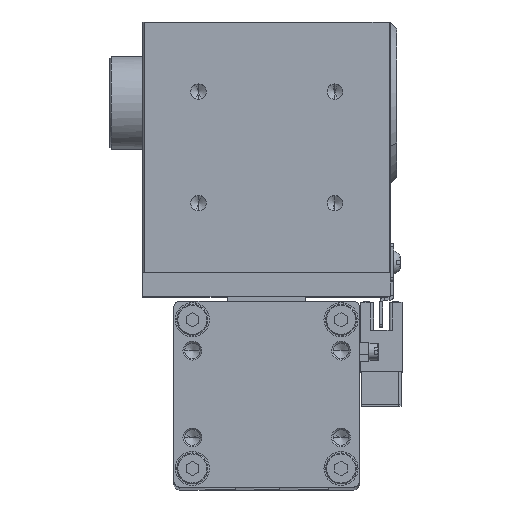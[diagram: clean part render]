
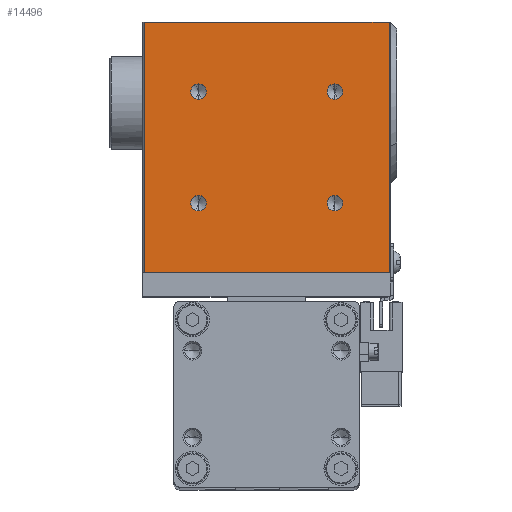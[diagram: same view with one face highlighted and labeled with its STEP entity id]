
A CAD part, top view. The second image highlights one B-rep face of the part: STEP entity #14496.
In plain terms, the highlighted face is planar.
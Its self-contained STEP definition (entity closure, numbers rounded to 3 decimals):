
#123 = CARTESIAN_POINT ( 'NONE',  ( 39.5, -80., 81. ) ) ;
#158 = LINE ( 'NONE', #23161, #10064 ) ;
#207 = DIRECTION ( 'NONE',  ( 0., 0., 1. ) ) ;
#750 = CARTESIAN_POINT ( 'NONE',  ( -22., -80., 20. ) ) ;
#843 = CARTESIAN_POINT ( 'NONE',  ( 22., -80., 58.5 ) ) ;
#899 = LINE ( 'NONE', #17614, #16571 ) ;
#1600 = CARTESIAN_POINT ( 'NONE',  ( -22., -80., 58.5 ) ) ;
#1645 = VERTEX_POINT ( 'NONE', #9972 ) ;
#1672 = ORIENTED_EDGE ( 'NONE', *, *, #8252, .F. ) ;
#1926 = DIRECTION ( 'NONE',  ( 0., 0., 1. ) ) ;
#2377 = ORIENTED_EDGE ( 'NONE', *, *, #16344, .T. ) ;
#2759 = DIRECTION ( 'NONE',  ( 0., 0., -1. ) ) ;
#2905 = CARTESIAN_POINT ( 'NONE',  ( -22., -80., 22.5 ) ) ;
#2999 = DIRECTION ( 'NONE',  ( 0., 0., -1. ) ) ;
#3255 = DIRECTION ( 'NONE',  ( 0., 0., -1. ) ) ;
#3336 = DIRECTION ( 'NONE',  ( 0., -1., 0. ) ) ;
#3492 = CIRCLE ( 'NONE', #7274, 2.5 ) ;
#3760 = ORIENTED_EDGE ( 'NONE', *, *, #21728, .F. ) ;
#4633 = DIRECTION ( 'NONE',  ( 1., 0., 0. ) ) ;
#4804 = AXIS2_PLACEMENT_3D ( 'NONE', #13734, #21179, #2759 ) ;
#5183 = DIRECTION ( 'NONE',  ( 0., 0., -1. ) ) ;
#5899 = EDGE_LOOP ( 'NONE', ( #19082, #6543, #2377, #13058 ) ) ;
#6310 = EDGE_LOOP ( 'NONE', ( #22169, #1672 ) ) ;
#6321 = VERTEX_POINT ( 'NONE', #20116 ) ;
#6369 = EDGE_CURVE ( 'NONE', #18076, #19345, #11675, .T. ) ;
#6543 = ORIENTED_EDGE ( 'NONE', *, *, #19571, .T. ) ;
#7169 = EDGE_CURVE ( 'NONE', #17546, #15614, #11045, .T. ) ;
#7188 = DIRECTION ( 'NONE',  ( 0., 0., -1. ) ) ;
#7274 = AXIS2_PLACEMENT_3D ( 'NONE', #21811, #9005, #10706 ) ;
#7311 = DIRECTION ( 'NONE',  ( 0., -1., 0. ) ) ;
#7364 = PLANE ( 'NONE',  #22903 ) ;
#7803 = FACE_BOUND ( 'NONE', #10379, .T. ) ;
#7998 = CARTESIAN_POINT ( 'NONE',  ( 22., -80., 25. ) ) ;
#8252 = EDGE_CURVE ( 'NONE', #15614, #17546, #11584, .T. ) ;
#8656 = FACE_BOUND ( 'NONE', #22468, .T. ) ;
#8784 = CARTESIAN_POINT ( 'NONE',  ( 39.5, -80., 0. ) ) ;
#8828 = DIRECTION ( 'NONE',  ( 0., 0., -1. ) ) ;
#9005 = DIRECTION ( 'NONE',  ( 0., -1., 0. ) ) ;
#9133 = EDGE_CURVE ( 'NONE', #17085, #18018, #11542, .T. ) ;
#9369 = DIRECTION ( 'NONE',  ( 1., 0., 0. ) ) ;
#9948 = DIRECTION ( 'NONE',  ( 0., -1., 0. ) ) ;
#9972 = CARTESIAN_POINT ( 'NONE',  ( -22., -80., 25. ) ) ;
#10064 = VECTOR ( 'NONE', #4633, 1000. ) ;
#10299 = CIRCLE ( 'NONE', #20838, 2.5 ) ;
#10374 = CARTESIAN_POINT ( 'NONE',  ( -22., -80., 56. ) ) ;
#10379 = EDGE_LOOP ( 'NONE', ( #22773, #14330 ) ) ;
#10706 = DIRECTION ( 'NONE',  ( 0., 0., -1. ) ) ;
#10782 = EDGE_CURVE ( 'NONE', #1645, #22161, #10299, .T. ) ;
#11045 = CIRCLE ( 'NONE', #21078, 2.5 ) ;
#11542 = CIRCLE ( 'NONE', #21902, 2.5 ) ;
#11584 = CIRCLE ( 'NONE', #18785, 2.5 ) ;
#11675 = LINE ( 'NONE', #123, #15462 ) ;
#11949 = CARTESIAN_POINT ( 'NONE',  ( 22., -80., 56. ) ) ;
#12056 = VERTEX_POINT ( 'NONE', #7998 ) ;
#12155 = FACE_BOUND ( 'NONE', #19540, .T. ) ;
#12355 = CARTESIAN_POINT ( 'NONE',  ( 22., -80., 20. ) ) ;
#12433 = FACE_BOUND ( 'NONE', #6310, .T. ) ;
#12637 = VECTOR ( 'NONE', #9369, 1000. ) ;
#13030 = ORIENTED_EDGE ( 'NONE', *, *, #10782, .F. ) ;
#13058 = ORIENTED_EDGE ( 'NONE', *, *, #6369, .T. ) ;
#13734 = CARTESIAN_POINT ( 'NONE',  ( 22., -80., 22.5 ) ) ;
#14330 = ORIENTED_EDGE ( 'NONE', *, *, #9133, .F. ) ;
#14496 = ADVANCED_FACE ( 'NONE', ( #12155, #8656, #12433, #7803, #23194 ), #7364, .F. ) ;
#14550 = CARTESIAN_POINT ( 'NONE',  ( 22., -80., 22.5 ) ) ;
#14939 = CARTESIAN_POINT ( 'NONE',  ( 39.5, -80., 81. ) ) ;
#15403 = ORIENTED_EDGE ( 'NONE', *, *, #18211, .F. ) ;
#15462 = VECTOR ( 'NONE', #207, 1000. ) ;
#15614 = VERTEX_POINT ( 'NONE', #16419 ) ;
#15677 = ORIENTED_EDGE ( 'NONE', *, *, #18178, .F. ) ;
#15905 = DIRECTION ( 'NONE',  ( 0., -1., 0. ) ) ;
#16344 = EDGE_CURVE ( 'NONE', #6321, #18076, #21616, .T. ) ;
#16404 = CARTESIAN_POINT ( 'NONE',  ( -22., -80., 58.5 ) ) ;
#16419 = CARTESIAN_POINT ( 'NONE',  ( -22., -80., 61. ) ) ;
#16571 = VECTOR ( 'NONE', #2999, 1000. ) ;
#17084 = AXIS2_PLACEMENT_3D ( 'NONE', #23645, #3336, #5183 ) ;
#17085 = VERTEX_POINT ( 'NONE', #19154 ) ;
#17200 = CIRCLE ( 'NONE', #22187, 2.5 ) ;
#17546 = VERTEX_POINT ( 'NONE', #10374 ) ;
#17614 = CARTESIAN_POINT ( 'NONE',  ( -39.5, -80., 81. ) ) ;
#18008 = VERTEX_POINT ( 'NONE', #23082 ) ;
#18018 = VERTEX_POINT ( 'NONE', #11949 ) ;
#18076 = VERTEX_POINT ( 'NONE', #8784 ) ;
#18178 = EDGE_CURVE ( 'NONE', #21292, #12056, #17200, .T. ) ;
#18211 = EDGE_CURVE ( 'NONE', #22161, #1645, #21229, .T. ) ;
#18344 = DIRECTION ( 'NONE',  ( 0., 0., -1. ) ) ;
#18471 = CIRCLE ( 'NONE', #4804, 2.5 ) ;
#18572 = CARTESIAN_POINT ( 'NONE',  ( -40., -80., 81. ) ) ;
#18622 = CARTESIAN_POINT ( 'NONE',  ( -40., -80., 0. ) ) ;
#18785 = AXIS2_PLACEMENT_3D ( 'NONE', #16404, #21737, #18344 ) ;
#19082 = ORIENTED_EDGE ( 'NONE', *, *, #21199, .F. ) ;
#19154 = CARTESIAN_POINT ( 'NONE',  ( 22., -80., 61. ) ) ;
#19345 = VERTEX_POINT ( 'NONE', #14939 ) ;
#19540 = EDGE_LOOP ( 'NONE', ( #15677, #3760 ) ) ;
#19571 = EDGE_CURVE ( 'NONE', #18008, #6321, #899, .T. ) ;
#19647 = EDGE_CURVE ( 'NONE', #18018, #17085, #3492, .T. ) ;
#20116 = CARTESIAN_POINT ( 'NONE',  ( -39.5, -80., 0. ) ) ;
#20838 = AXIS2_PLACEMENT_3D ( 'NONE', #2905, #15905, #8828 ) ;
#21078 = AXIS2_PLACEMENT_3D ( 'NONE', #1600, #22124, #7188 ) ;
#21179 = DIRECTION ( 'NONE',  ( 0., -1., 0. ) ) ;
#21199 = EDGE_CURVE ( 'NONE', #18008, #19345, #158, .T. ) ;
#21229 = CIRCLE ( 'NONE', #17084, 2.5 ) ;
#21292 = VERTEX_POINT ( 'NONE', #12355 ) ;
#21616 = LINE ( 'NONE', #18622, #12637 ) ;
#21728 = EDGE_CURVE ( 'NONE', #12056, #21292, #18471, .T. ) ;
#21737 = DIRECTION ( 'NONE',  ( 0., -1., 0. ) ) ;
#21811 = CARTESIAN_POINT ( 'NONE',  ( 22., -80., 58.5 ) ) ;
#21902 = AXIS2_PLACEMENT_3D ( 'NONE', #843, #9948, #23240 ) ;
#22124 = DIRECTION ( 'NONE',  ( 0., -1., 0. ) ) ;
#22161 = VERTEX_POINT ( 'NONE', #750 ) ;
#22169 = ORIENTED_EDGE ( 'NONE', *, *, #7169, .F. ) ;
#22187 = AXIS2_PLACEMENT_3D ( 'NONE', #14550, #7311, #3255 ) ;
#22306 = DIRECTION ( 'NONE',  ( 0., 1., 0. ) ) ;
#22468 = EDGE_LOOP ( 'NONE', ( #15403, #13030 ) ) ;
#22773 = ORIENTED_EDGE ( 'NONE', *, *, #19647, .F. ) ;
#22903 = AXIS2_PLACEMENT_3D ( 'NONE', #18572, #22306, #1926 ) ;
#23082 = CARTESIAN_POINT ( 'NONE',  ( -39.5, -80., 81. ) ) ;
#23161 = CARTESIAN_POINT ( 'NONE',  ( -40., -80., 81. ) ) ;
#23194 = FACE_OUTER_BOUND ( 'NONE', #5899, .T. ) ;
#23240 = DIRECTION ( 'NONE',  ( 0., 0., -1. ) ) ;
#23645 = CARTESIAN_POINT ( 'NONE',  ( -22., -80., 22.5 ) ) ;
